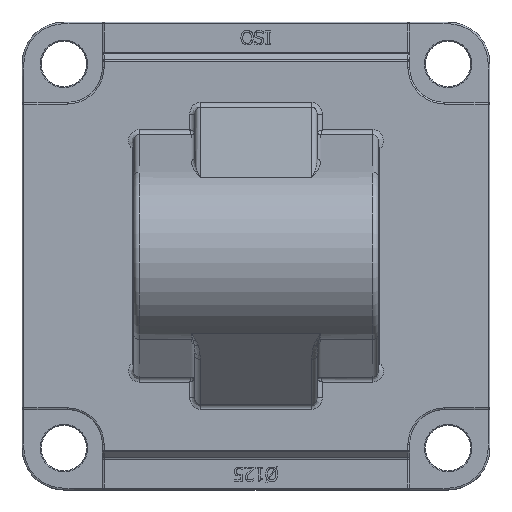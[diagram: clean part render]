
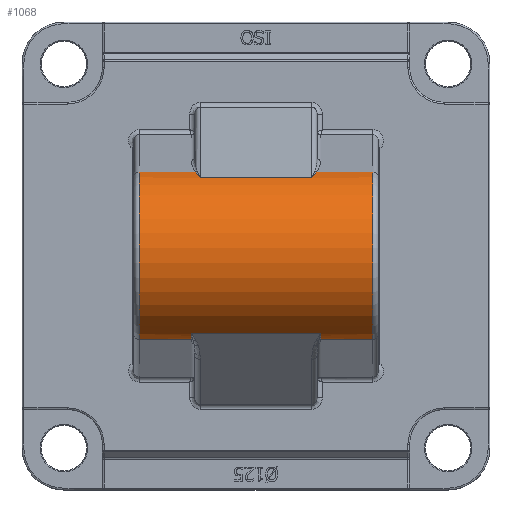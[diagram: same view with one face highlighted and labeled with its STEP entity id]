
A CAD part, top view. The second image highlights one B-rep face of the part: STEP entity #1068.
In plain terms, the highlighted cylindrical face has radius 25 mm (diameter 50 mm), a partial arc.
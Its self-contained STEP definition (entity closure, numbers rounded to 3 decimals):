
#677=CARTESIAN_POINT('',(-17.356,23.963,57.124));
#678=VERTEX_POINT('',#677);
#686=CARTESIAN_POINT('',(-16.0,22.35,61.202));
#687=VERTEX_POINT('',#686);
#688=CARTESIAN_POINT('',(-17.356,23.963,57.124));
#689=CARTESIAN_POINT('',(-16.944,23.546,58.529));
#690=CARTESIAN_POINT('',(-16.474,23.007,59.888));
#691=CARTESIAN_POINT('',(-16.004,22.356,61.191));
#692=CARTESIAN_POINT('',(-16.002,22.353,61.196));
#693=CARTESIAN_POINT('',(-16.0,22.35,61.202));
#694=B_SPLINE_CURVE_WITH_KNOTS('',3,(#688,#689,#690,#691,#692,#693),.UNSPECIFIED.,.F.,.U.,(4,2,4),(-0.474,0.0,0.002),.UNSPECIFIED.);
#695=EDGE_CURVE('',#678,#687,#694,.T.);
#967=CARTESIAN_POINT('',(0.0,0.0,50.0));
#968=DIRECTION('',(1.0,0.0,0.0));
#969=DIRECTION('',(0.0,0.959,0.285));
#970=AXIS2_PLACEMENT_3D('',#967,#968,#969);
#971=CYLINDRICAL_SURFACE('',#970,25.);
#972=ORIENTED_EDGE('',*,*,#695,.F.);
#973=CARTESIAN_POINT('',(-33.5,23.963,57.124));
#974=VERTEX_POINT('',#973);
#975=CARTESIAN_POINT('',(-33.5,23.963,57.124));
#976=DIRECTION('',(1.0,0.0,0.0));
#977=VECTOR('',#976,16.144);
#978=LINE('',#975,#977);
#979=EDGE_CURVE('',#974,#678,#978,.T.);
#980=ORIENTED_EDGE('',*,*,#979,.F.);
#981=CARTESIAN_POINT('',(-33.5,-23.963,57.124));
#982=VERTEX_POINT('',#981);
#983=CARTESIAN_POINT('',(-33.5,0.0,50.0));
#984=DIRECTION('',(-1.0,0.0,0.0));
#985=DIRECTION('',(0.0,0.0,1.0));
#986=AXIS2_PLACEMENT_3D('',#983,#984,#985);
#987=CIRCLE('',#986,25.0);
#988=EDGE_CURVE('',#982,#974,#987,.T.);
#989=ORIENTED_EDGE('',*,*,#988,.F.);
#990=CARTESIAN_POINT('',(-18.5,-23.963,57.124));
#991=VERTEX_POINT('',#990);
#992=CARTESIAN_POINT('',(-33.5,-23.963,57.124));
#993=DIRECTION('',(1.0,0.0,0.0));
#994=VECTOR('',#993,15.0);
#995=LINE('',#992,#994);
#996=EDGE_CURVE('',#982,#991,#995,.T.);
#997=ORIENTED_EDGE('',*,*,#996,.T.);
#998=CARTESIAN_POINT('',(-18.5,-22.35,61.202));
#999=VERTEX_POINT('',#998);
#1000=CARTESIAN_POINT('',(-18.5,0.0,50.0));
#1001=DIRECTION('',(1.0,0.0,0.0));
#1002=DIRECTION('',(0.0,-0.93,0.368));
#1003=AXIS2_PLACEMENT_3D('',#1000,#1001,#1002);
#1004=CIRCLE('',#1003,25.0);
#1005=EDGE_CURVE('',#999,#991,#1004,.T.);
#1006=ORIENTED_EDGE('',*,*,#1005,.F.);
#1007=CARTESIAN_POINT('',(18.5,-22.35,61.202));
#1008=VERTEX_POINT('',#1007);
#1009=CARTESIAN_POINT('',(-18.5,-22.35,61.202));
#1010=DIRECTION('',(1.0,0.0,0.0));
#1011=VECTOR('',#1010,37.0);
#1012=LINE('',#1009,#1011);
#1013=EDGE_CURVE('',#999,#1008,#1012,.T.);
#1014=ORIENTED_EDGE('',*,*,#1013,.T.);
#1015=CARTESIAN_POINT('',(18.5,-23.963,57.124));
#1016=VERTEX_POINT('',#1015);
#1017=CARTESIAN_POINT('',(18.5,0.0,50.0));
#1018=DIRECTION('',(-1.0,0.0,0.0));
#1019=DIRECTION('',(0.0,-0.93,0.368));
#1020=AXIS2_PLACEMENT_3D('',#1017,#1018,#1019);
#1021=CIRCLE('',#1020,25.0);
#1022=EDGE_CURVE('',#1016,#1008,#1021,.T.);
#1023=ORIENTED_EDGE('',*,*,#1022,.F.);
#1024=CARTESIAN_POINT('',(33.5,-23.963,57.124));
#1025=VERTEX_POINT('',#1024);
#1026=CARTESIAN_POINT('',(18.5,-23.963,57.124));
#1027=DIRECTION('',(1.0,0.0,0.0));
#1028=VECTOR('',#1027,15.0);
#1029=LINE('',#1026,#1028);
#1030=EDGE_CURVE('',#1016,#1025,#1029,.T.);
#1031=ORIENTED_EDGE('',*,*,#1030,.T.);
#1032=CARTESIAN_POINT('',(33.5,23.963,57.124));
#1033=VERTEX_POINT('',#1032);
#1034=CARTESIAN_POINT('',(33.5,0.0,50.0));
#1035=DIRECTION('',(1.0,0.0,0.0));
#1036=DIRECTION('',(0.0,0.0,1.0));
#1037=AXIS2_PLACEMENT_3D('',#1034,#1035,#1036);
#1038=CIRCLE('',#1037,25.0);
#1039=EDGE_CURVE('',#1033,#1025,#1038,.T.);
#1040=ORIENTED_EDGE('',*,*,#1039,.F.);
#1041=CARTESIAN_POINT('',(17.356,23.963,57.124));
#1042=VERTEX_POINT('',#1041);
#1043=CARTESIAN_POINT('',(17.356,23.963,57.124));
#1044=DIRECTION('',(1.0,0.0,0.0));
#1045=VECTOR('',#1044,16.144);
#1046=LINE('',#1043,#1045);
#1047=EDGE_CURVE('',#1042,#1033,#1046,.T.);
#1048=ORIENTED_EDGE('',*,*,#1047,.F.);
#1049=CARTESIAN_POINT('',(16.0,22.35,61.202));
#1050=VERTEX_POINT('',#1049);
#1051=CARTESIAN_POINT('',(16.,22.35,61.202));
#1052=CARTESIAN_POINT('',(16.002,22.353,61.196));
#1053=CARTESIAN_POINT('',(16.004,22.355,61.191));
#1054=CARTESIAN_POINT('',(16.473,23.007,59.888));
#1055=CARTESIAN_POINT('',(16.944,23.546,58.529));
#1056=CARTESIAN_POINT('',(17.356,23.963,57.124));
#1057=B_SPLINE_CURVE_WITH_KNOTS('',3,(#1051,#1052,#1053,#1054,#1055,#1056),.UNSPECIFIED.,.F.,.U.,(4,2,4),(-0.002,0.0,0.474),.UNSPECIFIED.);
#1058=EDGE_CURVE('',#1050,#1042,#1057,.T.);
#1059=ORIENTED_EDGE('',*,*,#1058,.F.);
#1060=CARTESIAN_POINT('',(-16.0,22.35,61.202));
#1061=DIRECTION('',(1.0,0.0,0.0));
#1062=VECTOR('',#1061,32.0);
#1063=LINE('',#1060,#1062);
#1064=EDGE_CURVE('',#687,#1050,#1063,.T.);
#1065=ORIENTED_EDGE('',*,*,#1064,.F.);
#1066=EDGE_LOOP('',(#972,#980,#989,#997,#1006,#1014,#1023,#1031,#1040,#1048,#1059,#1065));
#1067=FACE_OUTER_BOUND('',#1066,.T.);
#1068=ADVANCED_FACE('',(#1067),#971,.T.);
